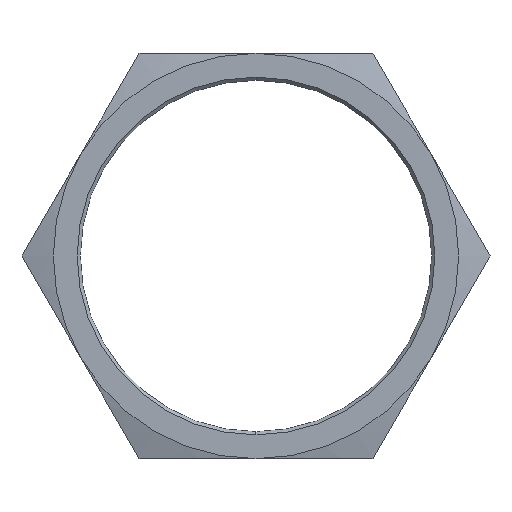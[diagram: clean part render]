
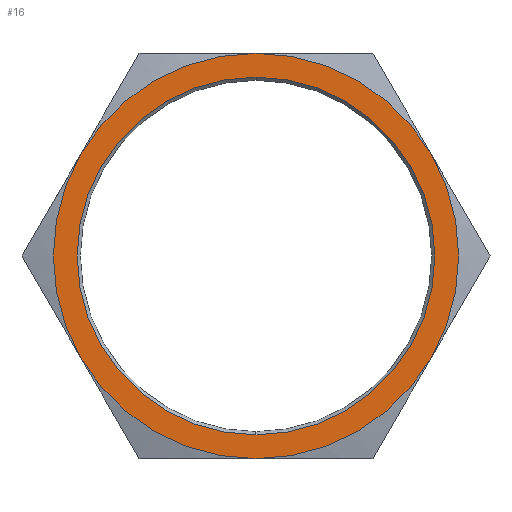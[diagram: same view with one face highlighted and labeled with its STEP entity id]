
A CAD part, left-side view. The second image highlights one B-rep face of the part: STEP entity #16.
In plain terms, the highlighted planar face has unit normal (-1, 0, 0).
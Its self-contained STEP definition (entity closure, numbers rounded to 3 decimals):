
#5 = CIRCLE ( 'NONE', #828, 42.5 ) ;
#16 = ADVANCED_FACE ( 'NONE', ( #125, #97 ), #93, .T. ) ;
#30 = ORIENTED_EDGE ( 'NONE', *, *, #213, .T. ) ;
#45 = CARTESIAN_POINT ( 'NONE',  ( 0., 0., 0. ) ) ;
#56 = CIRCLE ( 'NONE', #777, 42.5 ) ;
#82 = AXIS2_PLACEMENT_3D ( 'NONE', #598, #228, #665 ) ;
#93 = PLANE ( 'NONE',  #264 ) ;
#97 = FACE_OUTER_BOUND ( 'NONE', #720, .T. ) ;
#98 = CARTESIAN_POINT ( 'NONE',  ( 0., 36.806, 21.25 ) ) ;
#120 = DIRECTION ( 'NONE',  ( 0., 0., 1. ) ) ;
#125 = FACE_BOUND ( 'NONE', #536, .T. ) ;
#137 = AXIS2_PLACEMENT_3D ( 'NONE', #671, #292, #740 ) ;
#148 = CARTESIAN_POINT ( 'NONE',  ( 0., 0., 0. ) ) ;
#160 = DIRECTION ( 'NONE',  ( -1., 0., 0. ) ) ;
#211 = EDGE_CURVE ( 'NONE', #651, #675, #56, .T. ) ;
#213 = EDGE_CURVE ( 'NONE', #627, #504, #5, .T. ) ;
#218 = DIRECTION ( 'NONE',  ( 0., 0., 1. ) ) ;
#228 = DIRECTION ( 'NONE',  ( 1., 0., 0. ) ) ;
#252 = CARTESIAN_POINT ( 'NONE',  ( 0., 0., 0. ) ) ;
#262 = CARTESIAN_POINT ( 'NONE',  ( 0., 0., 37.5 ) ) ;
#264 = AXIS2_PLACEMENT_3D ( 'NONE', #793, #160, #597 ) ;
#290 = CARTESIAN_POINT ( 'NONE',  ( 0., 0., 0. ) ) ;
#292 = DIRECTION ( 'NONE',  ( -1., 0., 0. ) ) ;
#298 = CARTESIAN_POINT ( 'NONE',  ( 0., 0., -37.5 ) ) ;
#307 = CARTESIAN_POINT ( 'NONE',  ( 0., 0., 0. ) ) ;
#315 = DIRECTION ( 'NONE',  ( 0., 0., 1. ) ) ;
#324 = EDGE_CURVE ( 'NONE', #675, #704, #749, .T. ) ;
#332 = AXIS2_PLACEMENT_3D ( 'NONE', #376, #844, #439 ) ;
#337 = VERTEX_POINT ( 'NONE', #262 ) ;
#348 = DIRECTION ( 'NONE',  ( 0., 0., 1. ) ) ;
#358 = EDGE_CURVE ( 'NONE', #504, #735, #595, .T. ) ;
#361 = DIRECTION ( 'NONE',  ( 0., 0., 1. ) ) ;
#366 = CARTESIAN_POINT ( 'NONE',  ( 0., -36.806, -21.25 ) ) ;
#376 = CARTESIAN_POINT ( 'NONE',  ( 0., 0., 0. ) ) ;
#420 = AXIS2_PLACEMENT_3D ( 'NONE', #290, #734, #348 ) ;
#439 = DIRECTION ( 'NONE',  ( 0., 0., 1. ) ) ;
#448 = EDGE_CURVE ( 'NONE', #337, #603, #811, .T. ) ;
#454 = CIRCLE ( 'NONE', #522, 37.5 ) ;
#477 = ORIENTED_EDGE ( 'NONE', *, *, #358, .T. ) ;
#487 = CARTESIAN_POINT ( 'NONE',  ( 0., 0., -42.5 ) ) ;
#488 = DIRECTION ( 'NONE',  ( -1., 0., 0. ) ) ;
#504 = VERTEX_POINT ( 'NONE', #98 ) ;
#511 = EDGE_CURVE ( 'NONE', #735, #651, #789, .T. ) ;
#522 = AXIS2_PLACEMENT_3D ( 'NONE', #252, #699, #315 ) ;
#526 = EDGE_CURVE ( 'NONE', #704, #627, #837, .T. ) ;
#536 = EDGE_LOOP ( 'NONE', ( #643, #803 ) ) ;
#558 = CARTESIAN_POINT ( 'NONE',  ( 0., 36.806, -21.25 ) ) ;
#570 = ORIENTED_EDGE ( 'NONE', *, *, #324, .T. ) ;
#586 = DIRECTION ( 'NONE',  ( -1., 0., 0. ) ) ;
#591 = ORIENTED_EDGE ( 'NONE', *, *, #526, .T. ) ;
#595 = CIRCLE ( 'NONE', #751, 42.5 ) ;
#597 = DIRECTION ( 'NONE',  ( 0., 0., 1. ) ) ;
#598 = CARTESIAN_POINT ( 'NONE',  ( 0., 0., 0. ) ) ;
#603 = VERTEX_POINT ( 'NONE', #298 ) ;
#627 = VERTEX_POINT ( 'NONE', #748 ) ;
#643 = ORIENTED_EDGE ( 'NONE', *, *, #448, .T. ) ;
#651 = VERTEX_POINT ( 'NONE', #487 ) ;
#665 = DIRECTION ( 'NONE',  ( 0., 0., 1. ) ) ;
#671 = CARTESIAN_POINT ( 'NONE',  ( 0., 0., 0. ) ) ;
#675 = VERTEX_POINT ( 'NONE', #366 ) ;
#697 = CARTESIAN_POINT ( 'NONE',  ( 0., -36.806, 21.25 ) ) ;
#699 = DIRECTION ( 'NONE',  ( 1., 0., 0. ) ) ;
#704 = VERTEX_POINT ( 'NONE', #697 ) ;
#711 = EDGE_CURVE ( 'NONE', #603, #337, #454, .T. ) ;
#720 = EDGE_LOOP ( 'NONE', ( #591, #30, #477, #733, #838, #570 ) ) ;
#733 = ORIENTED_EDGE ( 'NONE', *, *, #511, .T. ) ;
#734 = DIRECTION ( 'NONE',  ( -1., 0., 0. ) ) ;
#735 = VERTEX_POINT ( 'NONE', #558 ) ;
#740 = DIRECTION ( 'NONE',  ( 0., 0., 1. ) ) ;
#748 = CARTESIAN_POINT ( 'NONE',  ( 0., 0., 42.5 ) ) ;
#749 = CIRCLE ( 'NONE', #332, 42.5 ) ;
#751 = AXIS2_PLACEMENT_3D ( 'NONE', #148, #586, #218 ) ;
#752 = DIRECTION ( 'NONE',  ( -1., 0., 0. ) ) ;
#777 = AXIS2_PLACEMENT_3D ( 'NONE', #307, #752, #361 ) ;
#789 = CIRCLE ( 'NONE', #420, 42.5 ) ;
#793 = CARTESIAN_POINT ( 'NONE',  ( 0., 24.537, -42.5 ) ) ;
#803 = ORIENTED_EDGE ( 'NONE', *, *, #711, .T. ) ;
#811 = CIRCLE ( 'NONE', #82, 37.5 ) ;
#828 = AXIS2_PLACEMENT_3D ( 'NONE', #45, #488, #120 ) ;
#837 = CIRCLE ( 'NONE', #137, 42.5 ) ;
#838 = ORIENTED_EDGE ( 'NONE', *, *, #211, .T. ) ;
#844 = DIRECTION ( 'NONE',  ( -1., 0., 0. ) ) ;
